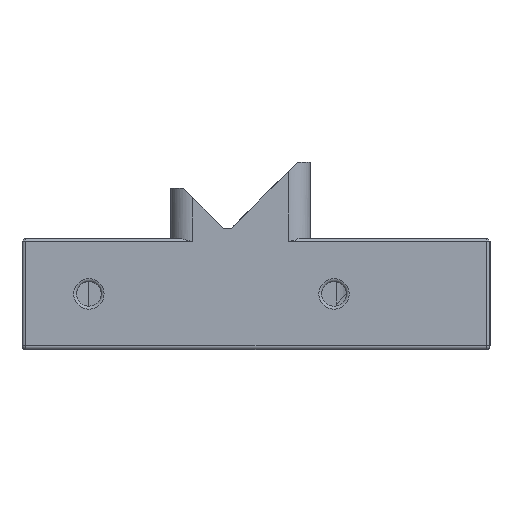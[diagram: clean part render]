
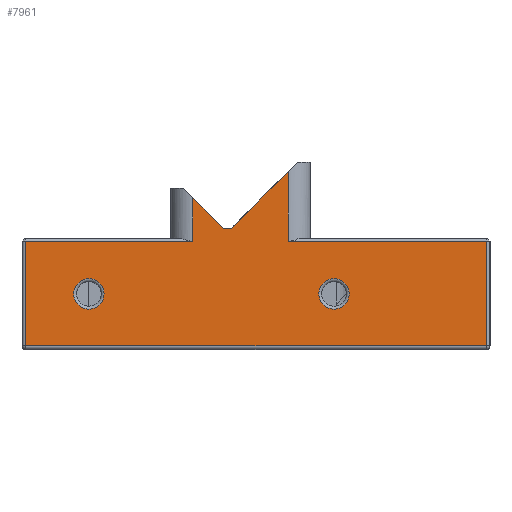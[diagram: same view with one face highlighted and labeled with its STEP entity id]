
A CAD part, left-side view. The second image highlights one B-rep face of the part: STEP entity #7961.
In plain terms, the highlighted planar face has unit normal (-1, 0, 0).
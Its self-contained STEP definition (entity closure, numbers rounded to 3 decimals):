
#57=FACE_BOUND('',#1332,.T.);
#58=FACE_BOUND('',#1333,.T.);
#505=CIRCLE('',#8595,2.05);
#507=CIRCLE('',#8598,2.05);
#835=FACE_OUTER_BOUND('',#1331,.T.);
#1331=EDGE_LOOP('',(#5697,#5698,#5699,#5700,#5701,#5702,#5703,#5704,#5705,
#5706));
#1332=EDGE_LOOP('',(#5707));
#1333=EDGE_LOOP('',(#5708));
#1787=LINE('',#11864,#2549);
#1791=LINE('',#11889,#2553);
#1806=LINE('',#11985,#2568);
#1820=LINE('',#12061,#2582);
#1823=LINE('',#12070,#2585);
#1842=LINE('',#12148,#2604);
#1843=LINE('',#12151,#2605);
#1941=LINE('',#12562,#2703);
#1942=LINE('',#12564,#2704);
#1943=LINE('',#12565,#2705);
#2549=VECTOR('',#9316,10.);
#2553=VECTOR('',#9334,10.);
#2568=VECTOR('',#9367,10.);
#2582=VECTOR('',#9445,10.);
#2585=VECTOR('',#9458,10.);
#2604=VECTOR('',#9513,10.);
#2605=VECTOR('',#9516,10.);
#2703=VECTOR('',#9832,10.);
#2704=VECTOR('',#9833,10.);
#2705=VECTOR('',#9834,10.);
#3325=VERTEX_POINT('',#11861);
#3326=VERTEX_POINT('',#11863);
#3333=VERTEX_POINT('',#11886);
#3334=VERTEX_POINT('',#11888);
#3354=VERTEX_POINT('',#11983);
#3374=VERTEX_POINT('',#12059);
#3398=VERTEX_POINT('',#12146);
#3399=VERTEX_POINT('',#12150);
#3590=VERTEX_POINT('',#12556);
#3591=VERTEX_POINT('',#12561);
#3592=VERTEX_POINT('',#12563);
#3593=VERTEX_POINT('',#12566);
#4070=EDGE_CURVE('',#3325,#3326,#1787,.T.);
#4080=EDGE_CURVE('',#3333,#3334,#1791,.T.);
#4104=EDGE_CURVE('',#3325,#3354,#1806,.T.);
#4139=EDGE_CURVE('',#3354,#3374,#1820,.T.);
#4144=EDGE_CURVE('',#3374,#3334,#1823,.T.);
#4175=EDGE_CURVE('',#3333,#3398,#1842,.T.);
#4176=EDGE_CURVE('',#3399,#3326,#1843,.T.);
#4375=EDGE_CURVE('',#3590,#3590,#505,.T.);
#4377=EDGE_CURVE('',#3398,#3591,#1941,.T.);
#4378=EDGE_CURVE('',#3591,#3592,#1942,.T.);
#4379=EDGE_CURVE('',#3592,#3399,#1943,.T.);
#4380=EDGE_CURVE('',#3593,#3593,#507,.T.);
#5697=ORIENTED_EDGE('',*,*,#4175,.T.);
#5698=ORIENTED_EDGE('',*,*,#4377,.T.);
#5699=ORIENTED_EDGE('',*,*,#4378,.T.);
#5700=ORIENTED_EDGE('',*,*,#4379,.T.);
#5701=ORIENTED_EDGE('',*,*,#4176,.T.);
#5702=ORIENTED_EDGE('',*,*,#4070,.F.);
#5703=ORIENTED_EDGE('',*,*,#4104,.T.);
#5704=ORIENTED_EDGE('',*,*,#4139,.T.);
#5705=ORIENTED_EDGE('',*,*,#4144,.T.);
#5706=ORIENTED_EDGE('',*,*,#4080,.F.);
#5707=ORIENTED_EDGE('',*,*,#4380,.F.);
#5708=ORIENTED_EDGE('',*,*,#4375,.F.);
#7735=PLANE('',#8597);
#7961=ADVANCED_FACE('',(#835,#57,#58),#7735,.F.);
#8595=AXIS2_PLACEMENT_3D('',#12558,#9826,#9827);
#8597=AXIS2_PLACEMENT_3D('',#12560,#9830,#9831);
#8598=AXIS2_PLACEMENT_3D('',#12567,#9835,#9836);
#9316=DIRECTION('',(0.,0.,-1.));
#9334=DIRECTION('',(0.,0.,1.));
#9367=DIRECTION('',(0.,0.707,-0.707));
#9445=DIRECTION('',(0.,1.,0.));
#9458=DIRECTION('',(0.,0.707,0.707));
#9513=DIRECTION('',(0.,1.,0.));
#9516=DIRECTION('',(0.,1.,0.));
#9826=DIRECTION('center_axis',(-1.,0.,0.));
#9827=DIRECTION('ref_axis',(0.,0.,-1.));
#9830=DIRECTION('center_axis',(1.,0.,0.));
#9831=DIRECTION('ref_axis',(0.,-1.,0.));
#9832=DIRECTION('',(0.,0.,-1.));
#9833=DIRECTION('',(0.,-1.,0.));
#9834=DIRECTION('',(0.,0.,1.));
#9835=DIRECTION('center_axis',(-1.,0.,0.));
#9836=DIRECTION('ref_axis',(0.,0.,-1.));
#11861=CARTESIAN_POINT('',(75.,32.171,8.945));
#11863=CARTESIAN_POINT('',(75.,32.171,-0.4));
#11864=CARTESIAN_POINT('',(75.,32.171,0.));
#11886=CARTESIAN_POINT('',(75.,45.,-0.4));
#11888=CARTESIAN_POINT('',(75.,45.,5.43));
#11889=CARTESIAN_POINT('',(75.,45.,0.));
#11983=CARTESIAN_POINT('',(75.,39.778,1.339));
#11985=CARTESIAN_POINT('',(75.,30.888,10.228));
#12059=CARTESIAN_POINT('',(75.,40.909,1.339));
#12061=CARTESIAN_POINT('',(75.,39.778,1.339));
#12070=CARTESIAN_POINT('',(75.,46.283,6.713));
#12146=CARTESIAN_POINT('',(75.,67.5,-0.4));
#12148=CARTESIAN_POINT('',(75.,52.25,-0.4));
#12150=CARTESIAN_POINT('',(75.,5.5,-0.4));
#12151=CARTESIAN_POINT('',(75.,52.25,-0.4));
#12556=CARTESIAN_POINT('',(75.,26.,-9.55));
#12558=CARTESIAN_POINT('Origin',(75.,26.,-7.5));
#12560=CARTESIAN_POINT('Origin',(75.,68.,0.));
#12561=CARTESIAN_POINT('',(75.,67.5,-14.5));
#12562=CARTESIAN_POINT('',(75.,67.5,0.));
#12563=CARTESIAN_POINT('',(75.,5.5,-14.5));
#12564=CARTESIAN_POINT('',(75.,52.25,-14.5));
#12565=CARTESIAN_POINT('',(75.,5.5,0.));
#12566=CARTESIAN_POINT('',(75.,59.,-9.55));
#12567=CARTESIAN_POINT('Origin',(75.,59.,-7.5));
